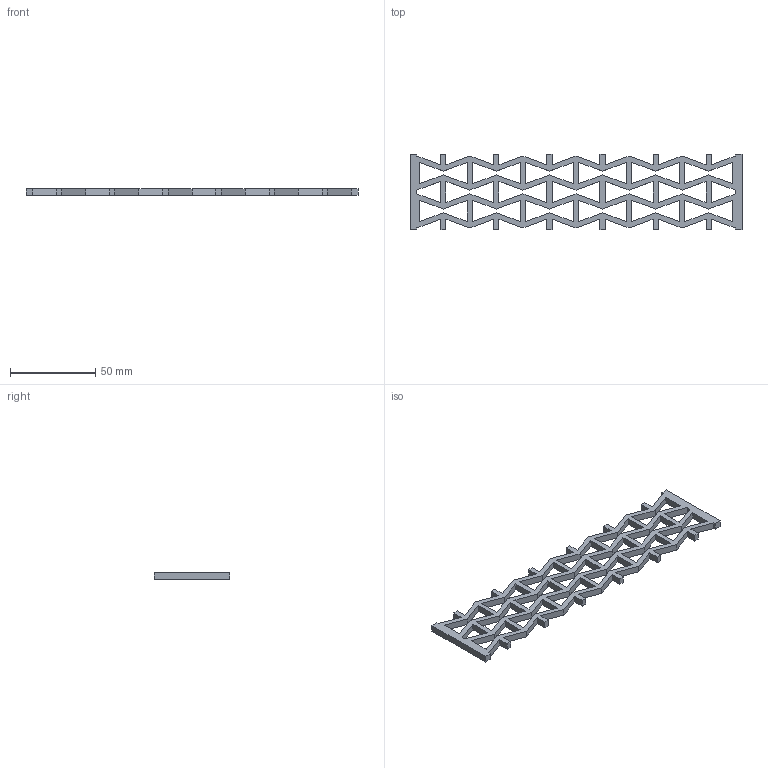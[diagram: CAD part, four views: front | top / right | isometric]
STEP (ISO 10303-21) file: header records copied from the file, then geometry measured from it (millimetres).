
FILE_DESCRIPTION(('STEP AP214'),'1');
FILE_NAME('unnamed-711.stp','2022-04-13T01:08:48',(' '),(' '),'Spatial InterOp 3D',' ',' ');
FILE_SCHEMA(('AUTOMOTIVE_DESIGN { 1 0 10303 214 1 1 1 1 }'));
Length unit declared in the file: millimetre
Products named in the file (1): 1
Bounding box: 195.14 x 44.52 x 4 mm (x, y, z)
Volume: 14748.1 mm3; surface area: 16138.9 mm2
Topology: 1 solids, 1 shells, 182 faces, 570 edges, 390 vertices
Faces by surface type: plane 182
Entity records: 6325 total; most frequent: CARTESIAN_POINT 1143, ORIENTED_EDGE 1140, DIRECTION 936, EDGE_CURVE 570, LINE 570, VECTOR 570, VERTEX_POINT 390, EDGE_LOOP 220
